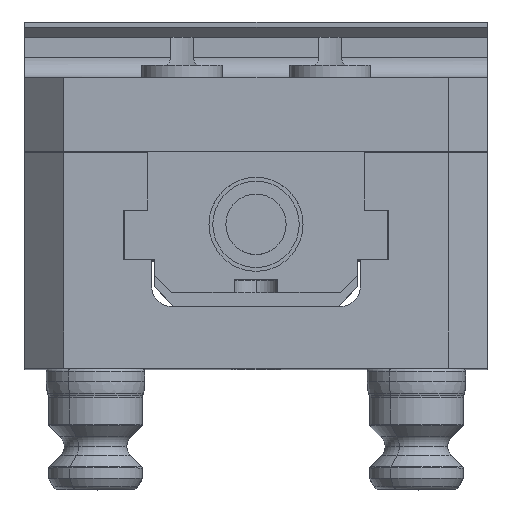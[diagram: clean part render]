
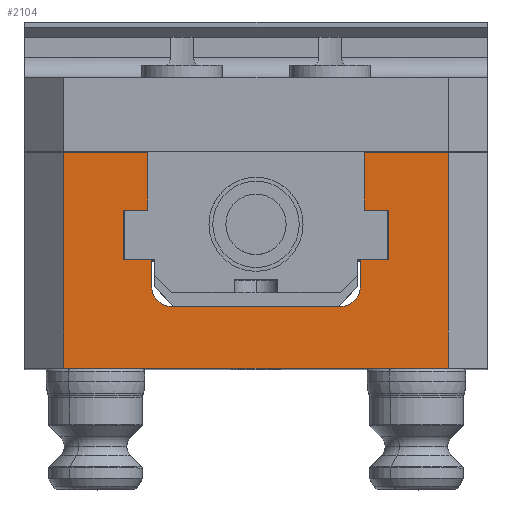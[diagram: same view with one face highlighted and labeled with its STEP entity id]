
A CAD part, top view. The second image highlights one B-rep face of the part: STEP entity #2104.
In plain terms, the highlighted planar face has unit normal (0, 0, 1).
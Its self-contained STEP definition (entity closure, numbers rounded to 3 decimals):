
#120 = CARTESIAN_POINT ( 'NONE',  ( 13.716, -10.135, 75. ) ) ;
#150 = LINE ( 'NONE', #2290, #5244 ) ;
#218 = ORIENTED_EDGE ( 'NONE', *, *, #258, .F. ) ;
#258 = EDGE_CURVE ( 'NONE', #6580, #5187, #6586, .T. ) ;
#259 = DIRECTION ( 'NONE',  ( 0., 1., 0. ) ) ;
#331 = EDGE_CURVE ( 'NONE', #7278, #7263, #957, .T. ) ;
#447 = ORIENTED_EDGE ( 'NONE', *, *, #3991, .T. ) ;
#460 = DIRECTION ( 'NONE',  ( 0., 1., 0. ) ) ;
#473 = LINE ( 'NONE', #7597, #6843 ) ;
#607 = CARTESIAN_POINT ( 'NONE',  ( -21.5, 2.286, 75. ) ) ;
#627 = CARTESIAN_POINT ( 'NONE',  ( -17.526, 2.286, 75. ) ) ;
#690 = EDGE_CURVE ( 'NONE', #2441, #3897, #6272, .T. ) ;
#793 = LINE ( 'NONE', #3489, #6310 ) ;
#805 = ORIENTED_EDGE ( 'NONE', *, *, #6664, .T. ) ;
#826 = CARTESIAN_POINT ( 'NONE',  ( 17.526, 11.684, 75. ) ) ;
#957 = LINE ( 'NONE', #3944, #5990 ) ;
#964 = LINE ( 'NONE', #1223, #2507 ) ;
#1014 = EDGE_CURVE ( 'NONE', #4368, #6666, #2979, .T. ) ;
#1102 = VERTEX_POINT ( 'NONE', #4883 ) ;
#1121 = DIRECTION ( 'NONE',  ( -1., 0., 0. ) ) ;
#1139 = AXIS2_PLACEMENT_3D ( 'NONE', #1990, #2623, #3311 ) ;
#1157 = CARTESIAN_POINT ( 'NONE',  ( 16.891, -5.715, 75. ) ) ;
#1165 = DIRECTION ( 'NONE',  ( -1., 0., 0. ) ) ;
#1208 = CARTESIAN_POINT ( 'NONE',  ( -16.891, -5.715, 75. ) ) ;
#1223 = CARTESIAN_POINT ( 'NONE',  ( 17.526, 11.684, 75. ) ) ;
#1233 = VECTOR ( 'NONE', #2034, 1000. ) ;
#1236 = DIRECTION ( 'NONE',  ( -1., 0., 0. ) ) ;
#1422 = CARTESIAN_POINT ( 'NONE',  ( -31.15, -23.317, 75. ) ) ;
#1432 = VERTEX_POINT ( 'NONE', #4586 ) ;
#1497 = CARTESIAN_POINT ( 'NONE',  ( 21.5, 2.286, 75. ) ) ;
#1575 = CARTESIAN_POINT ( 'NONE',  ( -37.5, 11.684, 75. ) ) ;
#1600 = CARTESIAN_POINT ( 'NONE',  ( 16.891, -5.715, 75. ) ) ;
#1721 = EDGE_CURVE ( 'NONE', #3897, #4368, #1968, .T. ) ;
#1729 = ORIENTED_EDGE ( 'NONE', *, *, #3754, .T. ) ;
#1788 = DIRECTION ( 'NONE',  ( 0., 1., 0. ) ) ;
#1847 = LINE ( 'NONE', #5955, #6795 ) ;
#1913 = VECTOR ( 'NONE', #3243, 1000. ) ;
#1950 = EDGE_CURVE ( 'NONE', #7263, #6317, #473, .T. ) ;
#1968 = LINE ( 'NONE', #6809, #6454 ) ;
#1990 = CARTESIAN_POINT ( 'NONE',  ( -13.716, -10.135, 75. ) ) ;
#2034 = DIRECTION ( 'NONE',  ( 0., -1., 0. ) ) ;
#2104 = ADVANCED_FACE ( 'NONE', ( #7315 ), #2684, .T. ) ;
#2151 = DIRECTION ( 'NONE',  ( 1., 0., 0. ) ) ;
#2216 = CARTESIAN_POINT ( 'NONE',  ( 17.526, 2.286, 75. ) ) ;
#2224 = EDGE_CURVE ( 'NONE', #6029, #5409, #2764, .T. ) ;
#2225 = LINE ( 'NONE', #2321, #4658 ) ;
#2273 = ORIENTED_EDGE ( 'NONE', *, *, #1014, .T. ) ;
#2290 = CARTESIAN_POINT ( 'NONE',  ( -16.891, -5.715, 75. ) ) ;
#2319 = EDGE_CURVE ( 'NONE', #1102, #6387, #6448, .T. ) ;
#2321 = CARTESIAN_POINT ( 'NONE',  ( 31.15, -23.317, 75. ) ) ;
#2428 = VECTOR ( 'NONE', #1165, 1000. ) ;
#2441 = VERTEX_POINT ( 'NONE', #1497 ) ;
#2507 = VECTOR ( 'NONE', #5526, 1000. ) ;
#2531 = LINE ( 'NONE', #3315, #4184 ) ;
#2533 = ORIENTED_EDGE ( 'NONE', *, *, #690, .T. ) ;
#2557 = CARTESIAN_POINT ( 'NONE',  ( -21.5, -5.715, 75. ) ) ;
#2623 = DIRECTION ( 'NONE',  ( 0., 0., 1. ) ) ;
#2684 = PLANE ( 'NONE',  #1139 ) ;
#2687 = DIRECTION ( 'NONE',  ( -1., 0., 0. ) ) ;
#2743 = EDGE_CURVE ( 'NONE', #4801, #2441, #7978, .T. ) ;
#2758 = DIRECTION ( 'NONE',  ( 1., 0., 0. ) ) ;
#2764 = CIRCLE ( 'NONE', #5268, 3.175 ) ;
#2818 = EDGE_CURVE ( 'NONE', #6580, #3675, #2531, .T. ) ;
#2926 = CARTESIAN_POINT ( 'NONE',  ( -16.891, -10.135, 75. ) ) ;
#2979 = LINE ( 'NONE', #1600, #5778 ) ;
#3151 = DIRECTION ( 'NONE',  ( 1., 0., 0. ) ) ;
#3186 = EDGE_CURVE ( 'NONE', #1432, #6029, #793, .T. ) ;
#3221 = EDGE_CURVE ( 'NONE', #3675, #1102, #2225, .T. ) ;
#3243 = DIRECTION ( 'NONE',  ( 0., 1., 0. ) ) ;
#3311 = DIRECTION ( 'NONE',  ( 1., 0., 0. ) ) ;
#3315 = CARTESIAN_POINT ( 'NONE',  ( -37.5, -23.317, 75. ) ) ;
#3367 = CARTESIAN_POINT ( 'NONE',  ( 31.15, -23.317, 75. ) ) ;
#3435 = EDGE_CURVE ( 'NONE', #6387, #4801, #964, .T. ) ;
#3460 = EDGE_LOOP ( 'NONE', ( #218, #7295, #4846, #6343, #6811, #5340, #2533, #5552, #2273, #447, #6198, #6374, #1729, #4412, #5978, #4320, #6979, #805 ) ) ;
#3489 = CARTESIAN_POINT ( 'NONE',  ( 13.716, -13.31, 75. ) ) ;
#3675 = VERTEX_POINT ( 'NONE', #3367 ) ;
#3754 = EDGE_CURVE ( 'NONE', #5409, #7276, #150, .T. ) ;
#3784 = LINE ( 'NONE', #7952, #2428 ) ;
#3897 = VERTEX_POINT ( 'NONE', #7896 ) ;
#3944 = CARTESIAN_POINT ( 'NONE',  ( -21.5, 2.286, 75. ) ) ;
#3959 = CARTESIAN_POINT ( 'NONE',  ( -31.15, -23.317, 75. ) ) ;
#3991 = EDGE_CURVE ( 'NONE', #6666, #1432, #5350, .T. ) ;
#4184 = VECTOR ( 'NONE', #5731, 1000. ) ;
#4283 = LINE ( 'NONE', #1575, #7087 ) ;
#4320 = ORIENTED_EDGE ( 'NONE', *, *, #1950, .T. ) ;
#4368 = VERTEX_POINT ( 'NONE', #1157 ) ;
#4376 = DIRECTION ( 'NONE',  ( 0., 0., -1. ) ) ;
#4412 = ORIENTED_EDGE ( 'NONE', *, *, #5510, .T. ) ;
#4496 = AXIS2_PLACEMENT_3D ( 'NONE', #120, #4376, #1236 ) ;
#4586 = CARTESIAN_POINT ( 'NONE',  ( 13.716, -13.31, 75. ) ) ;
#4658 = VECTOR ( 'NONE', #1788, 1000. ) ;
#4801 = VERTEX_POINT ( 'NONE', #2216 ) ;
#4846 = ORIENTED_EDGE ( 'NONE', *, *, #3221, .T. ) ;
#4883 = CARTESIAN_POINT ( 'NONE',  ( 31.15, 11.684, 75. ) ) ;
#5126 = CARTESIAN_POINT ( 'NONE',  ( 17.526, 11.684, 75. ) ) ;
#5178 = VERTEX_POINT ( 'NONE', #7042 ) ;
#5187 = VERTEX_POINT ( 'NONE', #7647 ) ;
#5243 = CARTESIAN_POINT ( 'NONE',  ( -13.716, -13.31, 75. ) ) ;
#5244 = VECTOR ( 'NONE', #7870, 1000. ) ;
#5268 = AXIS2_PLACEMENT_3D ( 'NONE', #7256, #5272, #3151 ) ;
#5272 = DIRECTION ( 'NONE',  ( 0., 0., -1. ) ) ;
#5336 = EDGE_CURVE ( 'NONE', #6317, #5178, #1847, .T. ) ;
#5340 = ORIENTED_EDGE ( 'NONE', *, *, #2743, .T. ) ;
#5350 = CIRCLE ( 'NONE', #4496, 3.175 ) ;
#5409 = VERTEX_POINT ( 'NONE', #2926 ) ;
#5510 = EDGE_CURVE ( 'NONE', #7276, #7278, #3784, .T. ) ;
#5526 = DIRECTION ( 'NONE',  ( 0., -1., 0. ) ) ;
#5552 = ORIENTED_EDGE ( 'NONE', *, *, #1721, .T. ) ;
#5731 = DIRECTION ( 'NONE',  ( 1., 0., 0. ) ) ;
#5778 = VECTOR ( 'NONE', #7977, 1000. ) ;
#5930 = DIRECTION ( 'NONE',  ( -1., 0., 0. ) ) ;
#5955 = CARTESIAN_POINT ( 'NONE',  ( -17.526, 11.684, 75. ) ) ;
#5978 = ORIENTED_EDGE ( 'NONE', *, *, #331, .T. ) ;
#5990 = VECTOR ( 'NONE', #259, 1000. ) ;
#6029 = VERTEX_POINT ( 'NONE', #5243 ) ;
#6057 = VECTOR ( 'NONE', #2687, 1000. ) ;
#6198 = ORIENTED_EDGE ( 'NONE', *, *, #3186, .T. ) ;
#6272 = LINE ( 'NONE', #6955, #1233 ) ;
#6310 = VECTOR ( 'NONE', #1121, 1000. ) ;
#6317 = VERTEX_POINT ( 'NONE', #627 ) ;
#6343 = ORIENTED_EDGE ( 'NONE', *, *, #2319, .T. ) ;
#6374 = ORIENTED_EDGE ( 'NONE', *, *, #2224, .T. ) ;
#6387 = VERTEX_POINT ( 'NONE', #826 ) ;
#6448 = LINE ( 'NONE', #5126, #6057 ) ;
#6454 = VECTOR ( 'NONE', #6760, 1000. ) ;
#6478 = CARTESIAN_POINT ( 'NONE',  ( 17.526, 2.286, 75. ) ) ;
#6580 = VERTEX_POINT ( 'NONE', #3959 ) ;
#6586 = LINE ( 'NONE', #1422, #1913 ) ;
#6664 = EDGE_CURVE ( 'NONE', #5178, #5187, #4283, .T. ) ;
#6666 = VERTEX_POINT ( 'NONE', #7764 ) ;
#6728 = VECTOR ( 'NONE', #2151, 1000. ) ;
#6760 = DIRECTION ( 'NONE',  ( -1., 0., 0. ) ) ;
#6795 = VECTOR ( 'NONE', #460, 1000. ) ;
#6809 = CARTESIAN_POINT ( 'NONE',  ( 21.5, -5.715, 75. ) ) ;
#6811 = ORIENTED_EDGE ( 'NONE', *, *, #3435, .T. ) ;
#6843 = VECTOR ( 'NONE', #2758, 1000. ) ;
#6955 = CARTESIAN_POINT ( 'NONE',  ( 21.5, 2.286, 75. ) ) ;
#6979 = ORIENTED_EDGE ( 'NONE', *, *, #5336, .T. ) ;
#7042 = CARTESIAN_POINT ( 'NONE',  ( -17.526, 11.684, 75. ) ) ;
#7087 = VECTOR ( 'NONE', #5930, 1000. ) ;
#7256 = CARTESIAN_POINT ( 'NONE',  ( -13.716, -10.135, 75. ) ) ;
#7263 = VERTEX_POINT ( 'NONE', #607 ) ;
#7276 = VERTEX_POINT ( 'NONE', #1208 ) ;
#7278 = VERTEX_POINT ( 'NONE', #2557 ) ;
#7295 = ORIENTED_EDGE ( 'NONE', *, *, #2818, .T. ) ;
#7315 = FACE_OUTER_BOUND ( 'NONE', #3460, .T. ) ;
#7597 = CARTESIAN_POINT ( 'NONE',  ( -17.526, 2.286, 75. ) ) ;
#7647 = CARTESIAN_POINT ( 'NONE',  ( -31.15, 11.684, 75. ) ) ;
#7764 = CARTESIAN_POINT ( 'NONE',  ( 16.891, -10.135, 75. ) ) ;
#7870 = DIRECTION ( 'NONE',  ( 0., 1., 0. ) ) ;
#7896 = CARTESIAN_POINT ( 'NONE',  ( 21.5, -5.715, 75. ) ) ;
#7952 = CARTESIAN_POINT ( 'NONE',  ( -21.5, -5.715, 75. ) ) ;
#7977 = DIRECTION ( 'NONE',  ( 0., -1., 0. ) ) ;
#7978 = LINE ( 'NONE', #6478, #6728 ) ;
